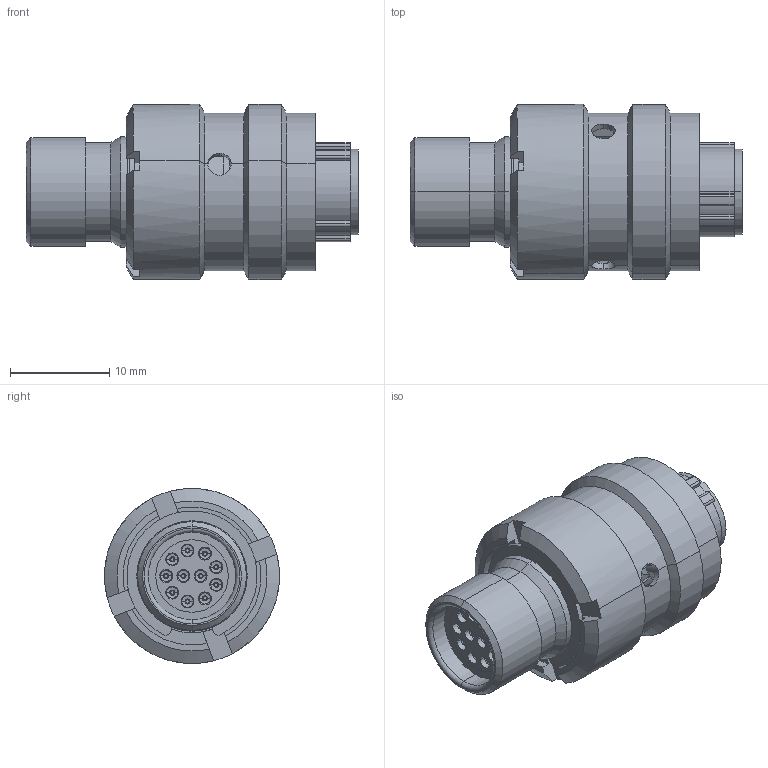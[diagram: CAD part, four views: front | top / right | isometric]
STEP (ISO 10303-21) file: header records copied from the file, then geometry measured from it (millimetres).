
FILE_DESCRIPTION (( 'STEP AP214' ), '1' );
FILE_NAME ('ASDD608-11PA.STEP', '2015-06-01T10:03:39', ( 'TE Connectivity' ), ( 'TE Connectivity' ), 'SwSTEP 2.0', 'SolidWorks 2014', '' );
FILE_SCHEMA (( 'AUTOMOTIVE_DESIGN' ));
Length unit declared in the file: millimetre
Products named in the file (1): ASDD608-11PA
Bounding box: 33.37 x 17.6 x 17.6 mm (x, y, z)
Volume: 3377.4 mm3; surface area: 6562.6 mm2
Topology: 30 solids, 30 shells, 962 faces, 2386 edges, 1512 vertices
Faces by surface type: cylinder 353, plane 323, torus 146, cone 102, sphere 26, bspline 12
Entity records: 43636 total; most frequent: CARTESIAN_POINT 10680, ORIENTED_EDGE 4660, DIRECTION 4535, EDGE_CURVE 2330, AXIS2_PLACEMENT_3D 1925, VERTEX_POINT 1482, EDGE_LOOP 1096, UNCERTAINTY_MEASURE_WITH_UNIT 994
